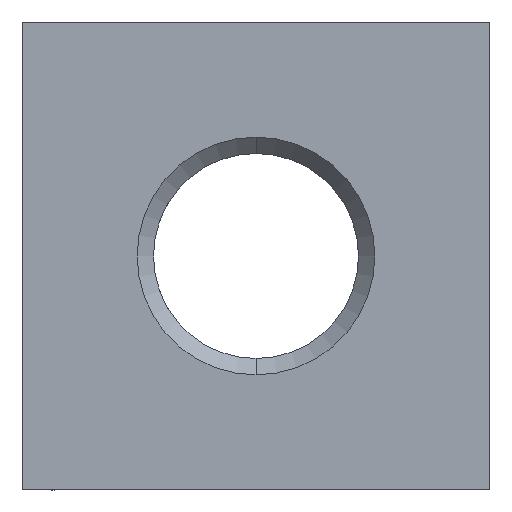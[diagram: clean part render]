
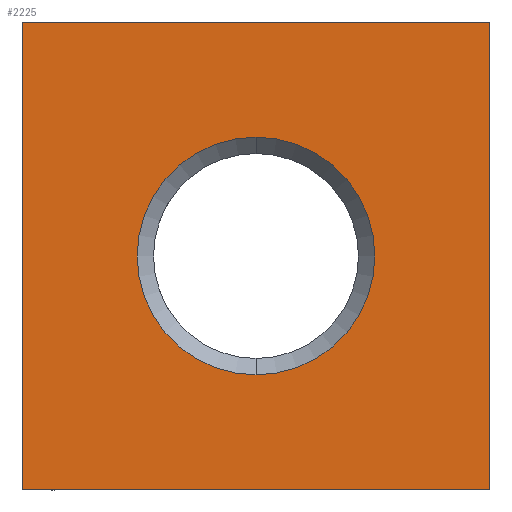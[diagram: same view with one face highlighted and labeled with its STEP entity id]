
A CAD part, left-side view. The second image highlights one B-rep face of the part: STEP entity #2225.
In plain terms, the highlighted planar face has unit normal (-1, 0, 0).
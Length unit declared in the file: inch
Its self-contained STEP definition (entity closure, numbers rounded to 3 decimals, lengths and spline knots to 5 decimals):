
#2 = LINE ( 'NONE', #399, #1899 ) ;
#37 = CARTESIAN_POINT ( 'NONE',  ( -6.25, 0.5, -0.5 ) ) ;
#47 = DIRECTION ( 'NONE',  ( 0., 0., 1. ) ) ;
#61 = CARTESIAN_POINT ( 'NONE',  ( -6.25, 0.5, 0.5 ) ) ;
#63 = CIRCLE ( 'NONE', #335, 0.254 ) ;
#83 = VERTEX_POINT ( 'NONE', #249 ) ;
#193 = CARTESIAN_POINT ( 'NONE',  ( -6.25, 0., 0.254 ) ) ;
#198 = CARTESIAN_POINT ( 'NONE',  ( -6.25, 0.5, 0.5 ) ) ;
#208 = DIRECTION ( 'NONE',  ( 0., 0., -1. ) ) ;
#249 = CARTESIAN_POINT ( 'NONE',  ( -6.25, -0.5, -0.5 ) ) ;
#263 = CARTESIAN_POINT ( 'NONE',  ( -6.25, -0.5, -0.5 ) ) ;
#335 = AXIS2_PLACEMENT_3D ( 'NONE', #1199, #2177, #47 ) ;
#388 = DIRECTION ( 'NONE',  ( 0., -1., 0. ) ) ;
#399 = CARTESIAN_POINT ( 'NONE',  ( -6.25, -0.5, 0.5 ) ) ;
#477 = VECTOR ( 'NONE', #1372, 39.37008 ) ;
#486 = EDGE_LOOP ( 'NONE', ( #2051, #888, #2049, #2463 ) ) ;
#542 = DIRECTION ( 'NONE',  ( 0., 0., 1. ) ) ;
#579 = EDGE_CURVE ( 'NONE', #1844, #1117, #1182, .T. ) ;
#582 = EDGE_CURVE ( 'NONE', #1117, #2355, #944, .T. ) ;
#585 = ORIENTED_EDGE ( 'NONE', *, *, #1018, .T. ) ;
#658 = VERTEX_POINT ( 'NONE', #193 ) ;
#670 = CIRCLE ( 'NONE', #1132, 0.254 ) ;
#803 = CARTESIAN_POINT ( 'NONE',  ( -6.25, -0.5, 0.5 ) ) ;
#811 = EDGE_CURVE ( 'NONE', #1363, #658, #670, .T. ) ;
#888 = ORIENTED_EDGE ( 'NONE', *, *, #582, .F. ) ;
#944 = LINE ( 'NONE', #198, #2418 ) ;
#973 = PLANE ( 'NONE',  #1266 ) ;
#1018 = EDGE_CURVE ( 'NONE', #658, #1363, #63, .T. ) ;
#1117 = VERTEX_POINT ( 'NONE', #61 ) ;
#1132 = AXIS2_PLACEMENT_3D ( 'NONE', #1728, #1348, #542 ) ;
#1161 = CARTESIAN_POINT ( 'NONE',  ( -6.25, -0.5, 0.5 ) ) ;
#1182 = LINE ( 'NONE', #2328, #477 ) ;
#1199 = CARTESIAN_POINT ( 'NONE',  ( -6.25, 0., 0. ) ) ;
#1266 = AXIS2_PLACEMENT_3D ( 'NONE', #803, #2493, #1731 ) ;
#1348 = DIRECTION ( 'NONE',  ( 1., 0., 0. ) ) ;
#1363 = VERTEX_POINT ( 'NONE', #1706 ) ;
#1372 = DIRECTION ( 'NONE',  ( 0., 0., 1. ) ) ;
#1415 = DIRECTION ( 'NONE',  ( 0., 1., 0. ) ) ;
#1439 = FACE_BOUND ( 'NONE', #2353, .T. ) ;
#1542 = EDGE_CURVE ( 'NONE', #2355, #83, #2, .T. ) ;
#1681 = VECTOR ( 'NONE', #1415, 39.37008 ) ;
#1706 = CARTESIAN_POINT ( 'NONE',  ( -6.25, 0., -0.254 ) ) ;
#1728 = CARTESIAN_POINT ( 'NONE',  ( -6.25, 0., 0. ) ) ;
#1731 = DIRECTION ( 'NONE',  ( 0., 0., 1. ) ) ;
#1844 = VERTEX_POINT ( 'NONE', #37 ) ;
#1899 = VECTOR ( 'NONE', #208, 39.37008 ) ;
#2011 = EDGE_CURVE ( 'NONE', #83, #1844, #2186, .T. ) ;
#2049 = ORIENTED_EDGE ( 'NONE', *, *, #579, .F. ) ;
#2051 = ORIENTED_EDGE ( 'NONE', *, *, #1542, .F. ) ;
#2130 = FACE_OUTER_BOUND ( 'NONE', #486, .T. ) ;
#2177 = DIRECTION ( 'NONE',  ( 1., 0., 0. ) ) ;
#2186 = LINE ( 'NONE', #263, #1681 ) ;
#2225 = ADVANCED_FACE ( 'NONE', ( #1439, #2130 ), #973, .T. ) ;
#2328 = CARTESIAN_POINT ( 'NONE',  ( -6.25, 0.5, -0.5 ) ) ;
#2353 = EDGE_LOOP ( 'NONE', ( #585, #2468 ) ) ;
#2355 = VERTEX_POINT ( 'NONE', #1161 ) ;
#2418 = VECTOR ( 'NONE', #388, 39.37008 ) ;
#2463 = ORIENTED_EDGE ( 'NONE', *, *, #2011, .F. ) ;
#2468 = ORIENTED_EDGE ( 'NONE', *, *, #811, .T. ) ;
#2493 = DIRECTION ( 'NONE',  ( -1., 0., 0. ) ) ;
